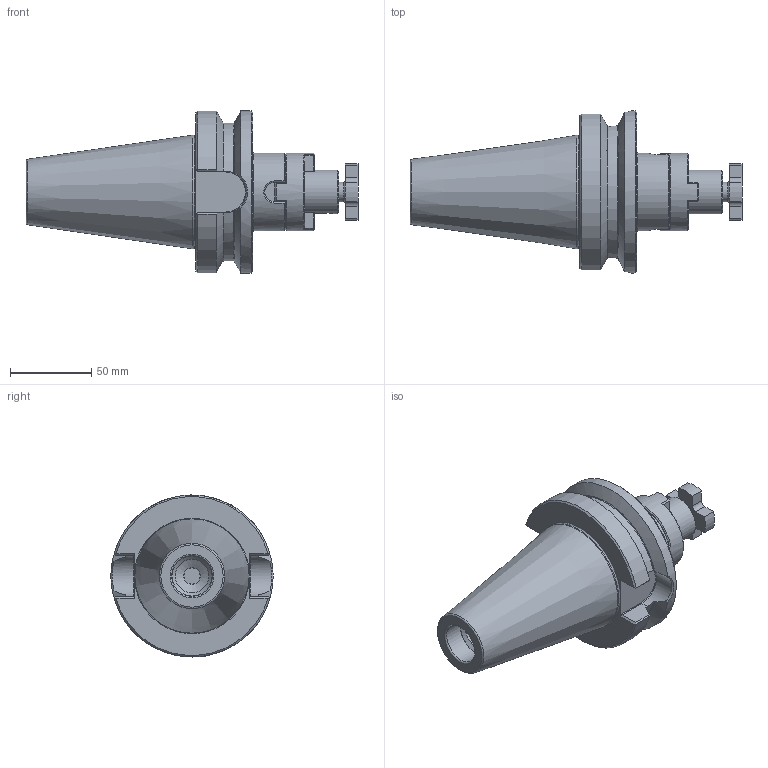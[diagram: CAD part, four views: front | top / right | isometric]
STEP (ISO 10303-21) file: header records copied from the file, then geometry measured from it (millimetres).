
FILE_DESCRIPTION( ( 'Unknown' ), '1' );
FILE_NAME( '215042750-B.stp', 'Unknown', ( 'Unknown' ), ( 'Unknown' ), 'PSStep 15.0.49', 'Unknown', ' ' );
FILE_SCHEMA( ( 'AUTOMOTIVE_DESIGN { 1 0 10303 214 1 1 1 1 }' ) );
Length unit declared in the file: millimetre
Products named in the file (3): 1; 2; 3
Bounding box: 204.8 x 100 x 100 mm (x, y, z)
Volume: 516584.6 mm3; surface area: 70913 mm2
Topology: 3 solids, 3 shells, 207 faces, 505 edges, 306 vertices
Faces by surface type: plane 118, cone 35, cylinder 35, torus 13, bspline 6
Full cylindrical faces by diameter (mm): 10.106 x2, 12 x1, 13 x1, 20.752 x2, 25 x1, 26.4 x1, 27 x2, 48 x2, 100 x1
Entity records: 8042 total; most frequent: CARTESIAN_POINT 1861, ORIENTED_EDGE 926, DIRECTION 892, EDGE_CURVE 463, AXIS2_PLACEMENT_3D 334, VERTEX_POINT 295, EDGE_LOOP 242, FACE_OUTER_BOUND 226
